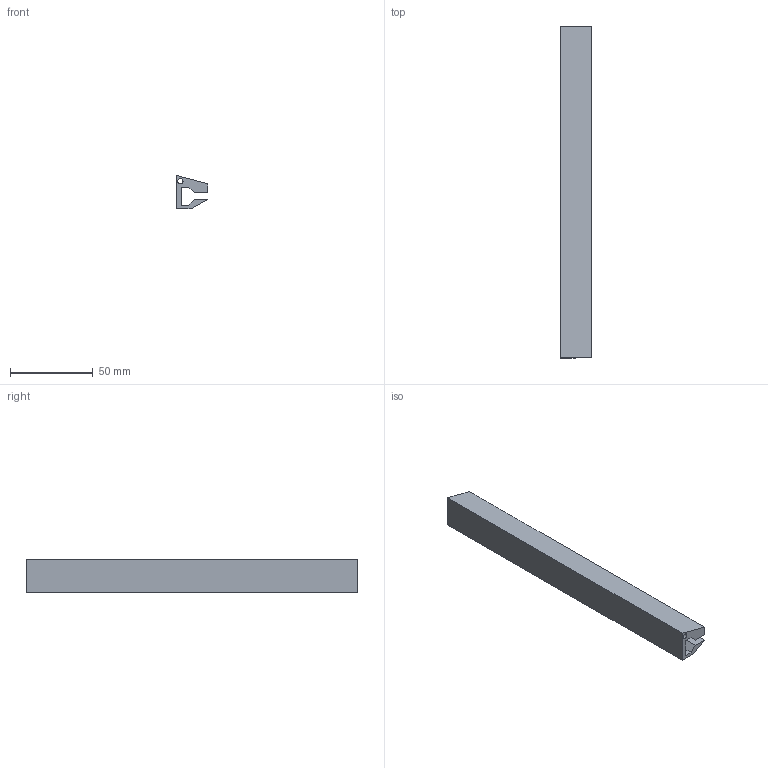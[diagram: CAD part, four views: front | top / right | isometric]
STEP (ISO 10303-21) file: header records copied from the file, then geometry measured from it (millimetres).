
FILE_DESCRIPTION(/* description */ (''),/* implementation_level */ '2;1');
FILE_NAME(/* name */ '19b3dc5a-3b91-4f98-bc4c-05e43ce2c65e.stp',/* time_stamp */ '2019-05-17T14:21:16+00:00',/* author */ (''),/* organization */ (''),/* preprocessor_version */ 'ST-DEVELOPER v18',/* originating_system */ 'Autodesk Translation Framework v8.2.0.1029',/* authorisation */ '');
FILE_SCHEMA (('AUTOMOTIVE_DESIGN { 1 0 10303 214 3 1 1 }'));
Length unit declared in the file: millimetre
Products named in the file (1): PlexiglassHolder
Bounding box: 19 x 200 x 20 mm (x, y, z)
Volume: 37879.5 mm3; surface area: 24657.4 mm2
Topology: 1 solids, 1 shells, 16 faces, 43 edges, 29 vertices
Faces by surface type: plane 15, cylinder 1
Full cylindrical faces by diameter (mm): 3.162 x1
Entity records: 535 total; most frequent: CARTESIAN_POINT 89, ORIENTED_EDGE 86, DIRECTION 80, EDGE_CURVE 43, LINE 40, VECTOR 40, VERTEX_POINT 29, AXIS2_PLACEMENT_3D 20
